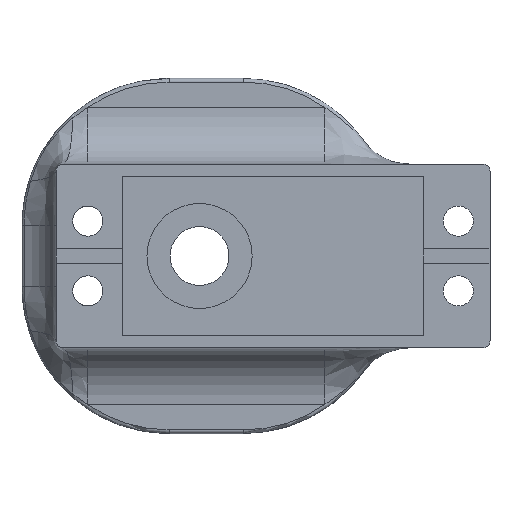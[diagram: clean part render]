
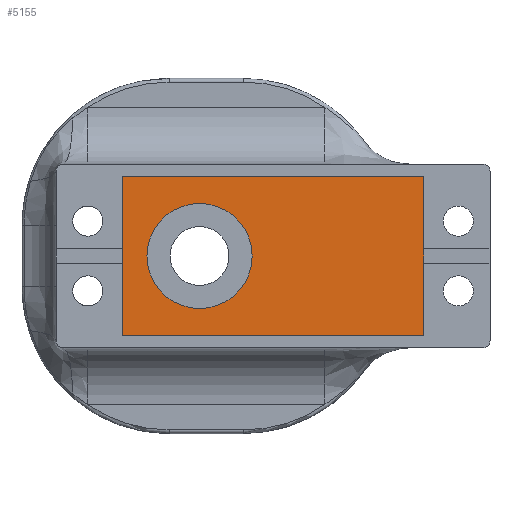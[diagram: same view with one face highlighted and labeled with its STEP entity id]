
A CAD part, front view. The second image highlights one B-rep face of the part: STEP entity #5155.
In plain terms, the highlighted planar face has unit normal (0, -1, 0).
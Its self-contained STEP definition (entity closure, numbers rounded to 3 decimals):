
#37=FACE_BOUND('',#790,.T.);
#203=PLANE('',#5859);
#457=FACE_OUTER_BOUND('',#789,.T.);
#789=EDGE_LOOP('',(#4275,#4276,#4277,#4278));
#790=EDGE_LOOP('',(#4279));
#1286=CIRCLE('',#5860,7.15);
#1561=LINE('',#10069,#1793);
#1562=LINE('',#10071,#1794);
#1563=LINE('',#10073,#1795);
#1564=LINE('',#10074,#1796);
#1793=VECTOR('',#7373,10.);
#1794=VECTOR('',#7374,10.);
#1795=VECTOR('',#7375,10.);
#1796=VECTOR('',#7376,10.);
#2234=VERTEX_POINT('',#10067);
#2235=VERTEX_POINT('',#10068);
#2236=VERTEX_POINT('',#10070);
#2237=VERTEX_POINT('',#10072);
#2238=VERTEX_POINT('',#10075);
#2952=EDGE_CURVE('',#2234,#2235,#1561,.T.);
#2953=EDGE_CURVE('',#2235,#2236,#1562,.T.);
#2954=EDGE_CURVE('',#2236,#2237,#1563,.T.);
#2955=EDGE_CURVE('',#2237,#2234,#1564,.T.);
#2956=EDGE_CURVE('',#2238,#2238,#1286,.T.);
#4275=ORIENTED_EDGE('',*,*,#2952,.T.);
#4276=ORIENTED_EDGE('',*,*,#2953,.T.);
#4277=ORIENTED_EDGE('',*,*,#2954,.T.);
#4278=ORIENTED_EDGE('',*,*,#2955,.T.);
#4279=ORIENTED_EDGE('',*,*,#2956,.F.);
#5155=ADVANCED_FACE('',(#457,#37),#203,.F.);
#5859=AXIS2_PLACEMENT_3D('',#10066,#7371,#7372);
#5860=AXIS2_PLACEMENT_3D('',#10076,#7377,#7378);
#7371=DIRECTION('center_axis',(0.,1.,0.));
#7372=DIRECTION('ref_axis',(0.,0.,1.));
#7373=DIRECTION('',(0.,0.,-1.));
#7374=DIRECTION('',(1.,0.,0.));
#7375=DIRECTION('',(0.,0.,1.));
#7376=DIRECTION('',(-1.,0.,0.));
#7377=DIRECTION('center_axis',(0.,-1.,0.));
#7378=DIRECTION('ref_axis',(-1.,0.,0.));
#10066=CARTESIAN_POINT('Origin',(0.,10.6,0.));
#10067=CARTESIAN_POINT('',(-20.5,10.6,10.75));
#10068=CARTESIAN_POINT('',(-20.5,10.6,-10.75));
#10069=CARTESIAN_POINT('',(-20.5,10.6,10.75));
#10070=CARTESIAN_POINT('',(20.5,10.6,-10.75));
#10071=CARTESIAN_POINT('',(-20.5,10.6,-10.75));
#10072=CARTESIAN_POINT('',(20.5,10.6,10.75));
#10073=CARTESIAN_POINT('',(20.5,10.6,-10.75));
#10074=CARTESIAN_POINT('',(20.5,10.6,10.75));
#10075=CARTESIAN_POINT('',(-2.85,10.6,0.));
#10076=CARTESIAN_POINT('Origin',(-10.,10.6,0.));
